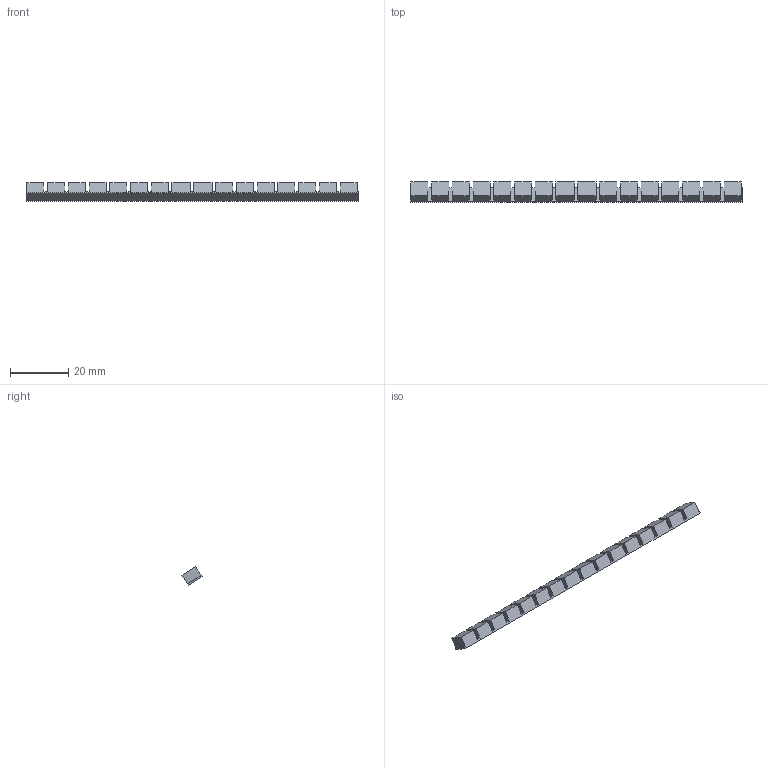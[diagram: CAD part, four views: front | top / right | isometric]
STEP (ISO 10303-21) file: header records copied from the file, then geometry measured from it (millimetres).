
FILE_DESCRIPTION(/* description */ (''),/* implementation_level */ '2;1');
FILE_NAME(/* name */ 'Lens x 30.step',/* time_stamp */ '2023-10-02T16:18:41-04:00',/* author */ (''),/* organization */ (''),/* preprocessor_version */ 'ST-DEVELOPER v20',/* originating_system */ 'Autodesk Translation Framework v12.9.0.99',/* authorisation */ '');
FILE_SCHEMA (('AUTOMOTIVE_DESIGN { 1 0 10303 214 3 1 1 }'));
Length unit declared in the file: millimetre
Products named in the file (2): LED Dodecahedron LED Cutout; 3D Printed Parts
Assembly tree (1 placements, depth 2):
  LED Dodecahedron LED Cutout
    3D Printed Parts
Bounding box: 114.1 x 6.89 x 6.46 mm (x, y, z)
Volume: 2237.7 mm3; surface area: 2709 mm2
Topology: 1 solids, 1 shells, 70 faces, 204 edges, 136 vertices
Faces by surface type: plane 70
Entity records: 2321 total; most frequent: CARTESIAN_POINT 413, ORIENTED_EDGE 408, DIRECTION 350, LINE 204, VECTOR 204, EDGE_CURVE 204, VERTEX_POINT 136, AXIS2_PLACEMENT_3D 73
